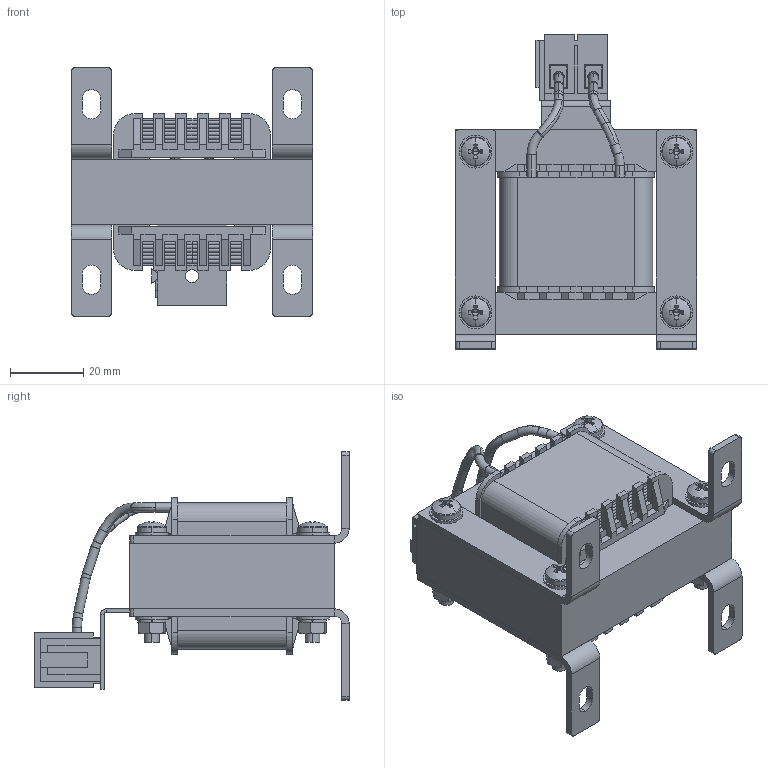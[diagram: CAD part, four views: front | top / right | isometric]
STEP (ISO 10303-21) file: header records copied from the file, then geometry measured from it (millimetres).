
FILE_DESCRIPTION (( 'STEP AP214' ), '1' );
FILE_NAME ('3D ìîäåëü ÐÌÎ-002-À.STEP', '2020-12-15T11:58:34', ( '' ), ( '' ), 'SwSTEP 2.0', 'SolidWorks 2015', '' );
FILE_SCHEMA (( 'AUTOMOTIVE_DESIGN' ));
Length unit declared in the file: millimetre
Products named in the file (15): Êðîíøòåéí äëÿ êëåììû_00; Êðîíøòåéí óãëîâîé_00; Ïðîñòàâêà ñåðäå÷íèêà_00; 橡钼钿_镳噔_00; Êëåììíàÿ êîëîäêà_00; 忺覷齆趌00; ﾘ琺矜 4 DIN 125_丐ｩ｡ 4 DIN 125; 砎鍒鍱_錼禖嶱00; 3D ìîäåëü ÐÌÎ-002-À; 栫謱毿膻獥00; Ãàéêà Ì4 DIN 934_ƒ ©ª  Œ4 DIN 934; Âèíò Ì4õ30 DIN 7985_‚¨­â Œ4å30 DIN 7985; Èçîëÿòîð_00; Øàéáà ïðóæèííàÿ 4 DIN 127_˜ ©¡  ¯àã¦¨­­ ï 4 DIN 127
Assembly tree (33 placements, depth 2):
  3D ìîäåëü ÐÌÎ-002-À
    栫謱毿膻獥00
    Êðîíøòåéí óãëîâîé_00  x4
    Ïðîñòàâêà ñåðäå÷íèêà_00
    忺覷齆趌00
    Èçîëÿòîð_00
    Èçîëÿòîð_00
    Êðîíøòåéí äëÿ êëåììû_00
    ﾘ琺矜 4 DIN 125_丐ｩ｡ 4 DIN 125  x8
    Øàéáà ïðóæèííàÿ 4 DIN 127_˜ ©¡  ¯àã¦¨­­ ï 4 DIN 127  x4
    Âèíò Ì4õ30 DIN 7985_‚¨­â Œ4å30 DIN 7985  x4
    Ãàéêà Ì4 DIN 934_ƒ ©ª  Œ4 DIN 934  x4
    Êëåììíàÿ êîëîäêà_00
    橡钼钿_镳噔_00
    砎鍒鍱_錼禖嶱00
Bounding box: 66 x 86 x 68 mm (x, y, z)
Volume: 107453.5 mm3; surface area: 61173.9 mm2
Topology: 49 solids, 49 shells, 1147 faces, 2786 edges, 1716 vertices
Faces by surface type: plane 563, cylinder 370, torus 110, cone 96, sphere 8
Entity records: 28420 total; most frequent: CARTESIAN_POINT 5034, DIRECTION 4081, ORIENTED_EDGE 4026, EDGE_CURVE 2013, AXIS2_PLACEMENT_3D 1390, VECTOR 1301, LINE 1301, VERTEX_POINT 1243
